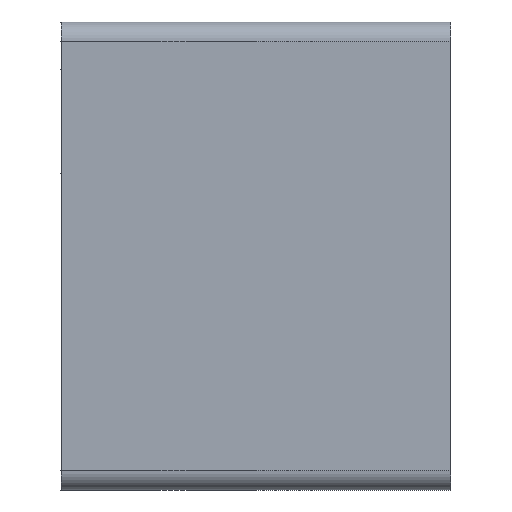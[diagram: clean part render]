
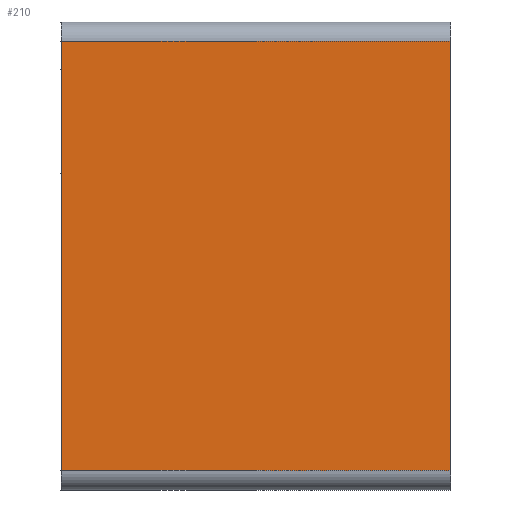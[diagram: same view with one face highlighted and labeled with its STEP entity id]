
A CAD part, left-side view. The second image highlights one B-rep face of the part: STEP entity #210.
In plain terms, the highlighted planar face has unit normal (-1, 0, 0).
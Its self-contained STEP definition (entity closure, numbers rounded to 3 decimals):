
#32 = VERTEX_POINT('',#33);
#33 = CARTESIAN_POINT('',(0.,-2.,0.6));
#40 = EDGE_CURVE('',#41,#32,#43,.T.);
#41 = VERTEX_POINT('',#42);
#42 = CARTESIAN_POINT('',(0.,-2.,13.8));
#43 = LINE('',#44,#45);
#44 = CARTESIAN_POINT('',(0.,-2.,14.4));
#45 = VECTOR('',#46,1.);
#46 = DIRECTION('',(0.,0.,-1.));
#165 = VERTEX_POINT('',#166);
#166 = CARTESIAN_POINT('',(0.,10.,0.6));
#173 = EDGE_CURVE('',#165,#32,#174,.T.);
#174 = LINE('',#175,#176);
#175 = CARTESIAN_POINT('',(0.,10.,0.6));
#176 = VECTOR('',#177,1.);
#177 = DIRECTION('',(0.,-1.,0.));
#210 = ADVANCED_FACE('',(#211),#229,.T.);
#211 = FACE_BOUND('',#212,.T.);
#212 = EDGE_LOOP('',(#213,#221,#222,#223));
#213 = ORIENTED_EDGE('',*,*,#214,.F.);
#214 = EDGE_CURVE('',#165,#215,#217,.T.);
#215 = VERTEX_POINT('',#216);
#216 = CARTESIAN_POINT('',(0.,10.,13.8));
#217 = LINE('',#218,#219);
#218 = CARTESIAN_POINT('',(0.,10.,0.));
#219 = VECTOR('',#220,1.);
#220 = DIRECTION('',(0.,0.,1.));
#221 = ORIENTED_EDGE('',*,*,#173,.T.);
#222 = ORIENTED_EDGE('',*,*,#40,.F.);
#223 = ORIENTED_EDGE('',*,*,#224,.F.);
#224 = EDGE_CURVE('',#215,#41,#225,.T.);
#225 = LINE('',#226,#227);
#226 = CARTESIAN_POINT('',(0.,10.,13.8));
#227 = VECTOR('',#228,1.);
#228 = DIRECTION('',(0.,-1.,0.));
#229 = PLANE('',#230);
#230 = AXIS2_PLACEMENT_3D('',#231,#232,#233);
#231 = CARTESIAN_POINT('',(0.,4.,7.2));
#232 = DIRECTION('',(-1.,0.,0.));
#233 = DIRECTION('',(0.,1.,0.));
